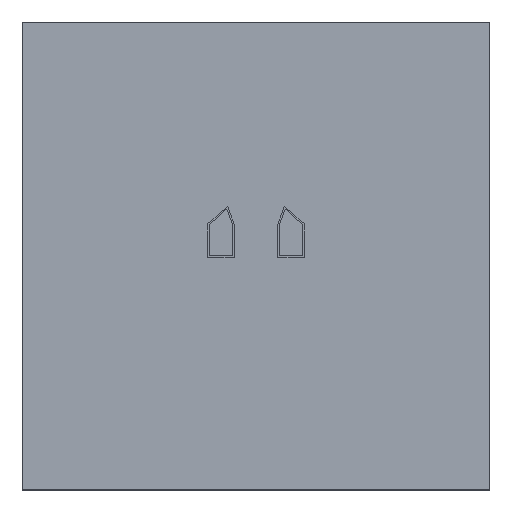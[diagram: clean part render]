
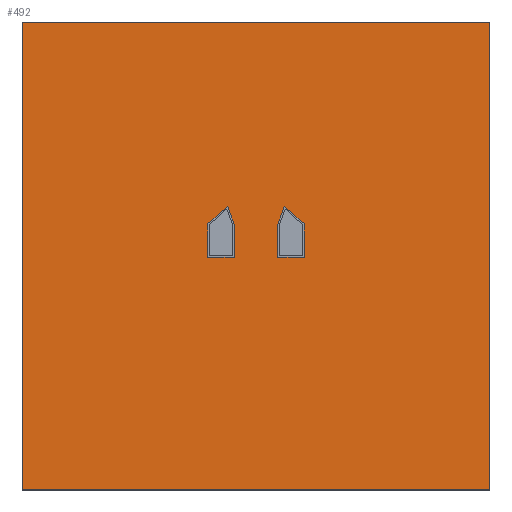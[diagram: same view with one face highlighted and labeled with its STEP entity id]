
A CAD part, top view. The second image highlights one B-rep face of the part: STEP entity #492.
In plain terms, the highlighted planar face has unit normal (0, 0, 1).
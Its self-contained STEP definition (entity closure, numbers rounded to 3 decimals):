
#6 = EDGE_CURVE ( 'NONE', #333, #1101, #312, .T. ) ;
#12 = DIRECTION ( 'NONE',  ( 0., -1., 0. ) ) ;
#14 = LINE ( 'NONE', #106, #436 ) ;
#21 = CARTESIAN_POINT ( 'NONE',  ( 1500., -1500., 0. ) ) ;
#55 = CARTESIAN_POINT ( 'NONE',  ( -310., 204.52, 0. ) ) ;
#59 = CARTESIAN_POINT ( 'NONE',  ( 0., 477.4, 0. ) ) ;
#68 = EDGE_CURVE ( 'NONE', #1101, #294, #1133, .T. ) ;
#71 = VECTOR ( 'NONE', #496, 1000. ) ;
#81 = LINE ( 'NONE', #1091, #71 ) ;
#88 = CARTESIAN_POINT ( 'NONE',  ( -140., 201.763, 0. ) ) ;
#98 = DIRECTION ( 'NONE',  ( 0., -1., 0. ) ) ;
#104 = DIRECTION ( 'NONE',  ( -1., 0., 0. ) ) ;
#106 = CARTESIAN_POINT ( 'NONE',  ( -1500., 1500., 0. ) ) ;
#109 = AXIS2_PLACEMENT_3D ( 'NONE', #162, #686, #569 ) ;
#136 = VERTEX_POINT ( 'NONE', #533 ) ;
#151 = ORIENTED_EDGE ( 'NONE', *, *, #1092, .F. ) ;
#156 = ORIENTED_EDGE ( 'NONE', *, *, #887, .F. ) ;
#162 = CARTESIAN_POINT ( 'NONE',  ( -1500., -1500., 0. ) ) ;
#163 = CARTESIAN_POINT ( 'NONE',  ( -140., -10., 0. ) ) ;
#167 = ORIENTED_EDGE ( 'NONE', *, *, #895, .T. ) ;
#175 = ORIENTED_EDGE ( 'NONE', *, *, #1175, .T. ) ;
#183 = DIRECTION ( 'NONE',  ( -1., 0., 0. ) ) ;
#192 = LINE ( 'NONE', #1093, #654 ) ;
#203 = VERTEX_POINT ( 'NONE', #1168 ) ;
#205 = DIRECTION ( 'NONE',  ( 0., 1., 0. ) ) ;
#210 = LINE ( 'NONE', #908, #324 ) ;
#259 = VERTEX_POINT ( 'NONE', #293 ) ;
#272 = VERTEX_POINT ( 'NONE', #1083 ) ;
#279 = FACE_BOUND ( 'NONE', #1229, .T. ) ;
#293 = CARTESIAN_POINT ( 'NONE',  ( -310., -10., 0. ) ) ;
#294 = VERTEX_POINT ( 'NONE', #163 ) ;
#299 = CARTESIAN_POINT ( 'NONE',  ( -182.01, 317.184, 0. ) ) ;
#310 = DIRECTION ( 'NONE',  ( 0., 1., 0. ) ) ;
#312 = LINE ( 'NONE', #721, #1220 ) ;
#314 = DIRECTION ( 'NONE',  ( -0.751, -0.661, 0. ) ) ;
#324 = VECTOR ( 'NONE', #310, 1000. ) ;
#333 = VERTEX_POINT ( 'NONE', #299 ) ;
#391 = CARTESIAN_POINT ( 'NONE',  ( 1500., -1500., 0. ) ) ;
#407 = ORIENTED_EDGE ( 'NONE', *, *, #467, .F. ) ;
#421 = LINE ( 'NONE', #1125, #812 ) ;
#435 = VECTOR ( 'NONE', #104, 1000. ) ;
#436 = VECTOR ( 'NONE', #805, 1000. ) ;
#445 = ORIENTED_EDGE ( 'NONE', *, *, #616, .T. ) ;
#467 = EDGE_CURVE ( 'NONE', #136, #642, #1279, .T. ) ;
#488 = EDGE_LOOP ( 'NONE', ( #1274, #1062, #1076, #167, #1181 ) ) ;
#492 = ADVANCED_FACE ( 'NONE', ( #279, #1264, #948 ), #1082, .F. ) ;
#496 = DIRECTION ( 'NONE',  ( 0.342, 0.94, 0. ) ) ;
#501 = VECTOR ( 'NONE', #1216, 1000. ) ;
#503 = CARTESIAN_POINT ( 'NONE',  ( 300., -10., 0. ) ) ;
#507 = CARTESIAN_POINT ( 'NONE',  ( 1500., 1500., 0. ) ) ;
#513 = LINE ( 'NONE', #623, #831 ) ;
#533 = CARTESIAN_POINT ( 'NONE',  ( 310., 204.52, 0. ) ) ;
#569 = DIRECTION ( 'NONE',  ( -1., 0., 0. ) ) ;
#593 = EDGE_CURVE ( 'NONE', #333, #761, #513, .T. ) ;
#597 = VERTEX_POINT ( 'NONE', #507 ) ;
#603 = VECTOR ( 'NONE', #1255, 1000. ) ;
#608 = CARTESIAN_POINT ( 'NONE',  ( 300., -10., 0. ) ) ;
#616 = EDGE_CURVE ( 'NONE', #203, #1086, #210, .T. ) ;
#623 = CARTESIAN_POINT ( 'NONE',  ( 0., 477.4, 0. ) ) ;
#630 = EDGE_CURVE ( 'NONE', #294, #259, #1232, .T. ) ;
#642 = VERTEX_POINT ( 'NONE', #939 ) ;
#644 = ORIENTED_EDGE ( 'NONE', *, *, #1059, .T. ) ;
#654 = VECTOR ( 'NONE', #183, 1000. ) ;
#658 = CARTESIAN_POINT ( 'NONE',  ( -1500., -1500., 0. ) ) ;
#661 = VERTEX_POINT ( 'NONE', #842 ) ;
#672 = EDGE_CURVE ( 'NONE', #1145, #597, #1268, .T. ) ;
#686 = DIRECTION ( 'NONE',  ( 0., 0., -1. ) ) ;
#721 = CARTESIAN_POINT ( 'NONE',  ( 0., -182.884, 0. ) ) ;
#750 = VECTOR ( 'NONE', #1284, 1000. ) ;
#761 = VERTEX_POINT ( 'NONE', #55 ) ;
#788 = ORIENTED_EDGE ( 'NONE', *, *, #1296, .T. ) ;
#789 = VECTOR ( 'NONE', #12, 1000. ) ;
#805 = DIRECTION ( 'NONE',  ( -1., 0., 0. ) ) ;
#807 = CARTESIAN_POINT ( 'NONE',  ( -140., 0., 0. ) ) ;
#812 = VECTOR ( 'NONE', #205, 1000. ) ;
#813 = VECTOR ( 'NONE', #98, 1000. ) ;
#814 = CARTESIAN_POINT ( 'NONE',  ( 140., 201.763, 0. ) ) ;
#831 = VECTOR ( 'NONE', #314, 1000. ) ;
#842 = CARTESIAN_POINT ( 'NONE',  ( 310., -10., 0. ) ) ;
#870 = ORIENTED_EDGE ( 'NONE', *, *, #672, .T. ) ;
#887 = EDGE_CURVE ( 'NONE', #1145, #1244, #192, .T. ) ;
#895 = EDGE_CURVE ( 'NONE', #259, #761, #985, .T. ) ;
#900 = LINE ( 'NONE', #608, #501 ) ;
#908 = CARTESIAN_POINT ( 'NONE',  ( 140., 0., 0. ) ) ;
#920 = LINE ( 'NONE', #1011, #813 ) ;
#939 = CARTESIAN_POINT ( 'NONE',  ( 182.01, 317.184, 0. ) ) ;
#948 = FACE_OUTER_BOUND ( 'NONE', #1017, .T. ) ;
#985 = LINE ( 'NONE', #986, #1073 ) ;
#986 = CARTESIAN_POINT ( 'NONE',  ( -310., 0., 0. ) ) ;
#1011 = CARTESIAN_POINT ( 'NONE',  ( 310., 0., 0. ) ) ;
#1017 = EDGE_LOOP ( 'NONE', ( #644, #151, #156, #870 ) ) ;
#1059 = EDGE_CURVE ( 'NONE', #597, #272, #14, .T. ) ;
#1062 = ORIENTED_EDGE ( 'NONE', *, *, #68, .T. ) ;
#1073 = VECTOR ( 'NONE', #1078, 1000. ) ;
#1076 = ORIENTED_EDGE ( 'NONE', *, *, #630, .T. ) ;
#1078 = DIRECTION ( 'NONE',  ( 0., 1., 0. ) ) ;
#1082 = PLANE ( 'NONE',  #109 ) ;
#1083 = CARTESIAN_POINT ( 'NONE',  ( -1500., 1500., 0. ) ) ;
#1086 = VERTEX_POINT ( 'NONE', #814 ) ;
#1091 = CARTESIAN_POINT ( 'NONE',  ( 0., -182.884, 0. ) ) ;
#1092 = EDGE_CURVE ( 'NONE', #1244, #272, #421, .T. ) ;
#1093 = CARTESIAN_POINT ( 'NONE',  ( -1500., -1500., 0. ) ) ;
#1101 = VERTEX_POINT ( 'NONE', #88 ) ;
#1125 = CARTESIAN_POINT ( 'NONE',  ( -1500., -1500., 0. ) ) ;
#1133 = LINE ( 'NONE', #807, #789 ) ;
#1145 = VERTEX_POINT ( 'NONE', #391 ) ;
#1158 = EDGE_CURVE ( 'NONE', #661, #203, #900, .T. ) ;
#1168 = CARTESIAN_POINT ( 'NONE',  ( 140., -10., 0. ) ) ;
#1175 = EDGE_CURVE ( 'NONE', #136, #661, #920, .T. ) ;
#1181 = ORIENTED_EDGE ( 'NONE', *, *, #593, .F. ) ;
#1205 = DIRECTION ( 'NONE',  ( 0.342, -0.94, 0. ) ) ;
#1216 = DIRECTION ( 'NONE',  ( -1., 0., 0. ) ) ;
#1220 = VECTOR ( 'NONE', #1205, 1000. ) ;
#1229 = EDGE_LOOP ( 'NONE', ( #788, #407, #175, #1235, #445 ) ) ;
#1232 = LINE ( 'NONE', #503, #435 ) ;
#1235 = ORIENTED_EDGE ( 'NONE', *, *, #1158, .T. ) ;
#1244 = VERTEX_POINT ( 'NONE', #658 ) ;
#1255 = DIRECTION ( 'NONE',  ( 0., 1., 0. ) ) ;
#1264 = FACE_BOUND ( 'NONE', #488, .T. ) ;
#1268 = LINE ( 'NONE', #21, #603 ) ;
#1274 = ORIENTED_EDGE ( 'NONE', *, *, #6, .T. ) ;
#1279 = LINE ( 'NONE', #59, #750 ) ;
#1284 = DIRECTION ( 'NONE',  ( -0.751, 0.661, 0. ) ) ;
#1296 = EDGE_CURVE ( 'NONE', #1086, #642, #81, .T. ) ;
